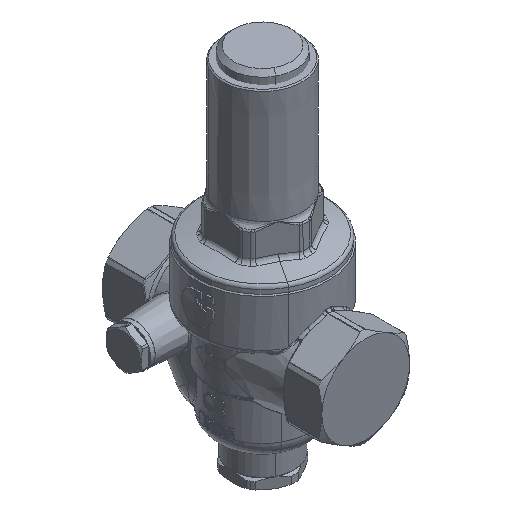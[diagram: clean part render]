
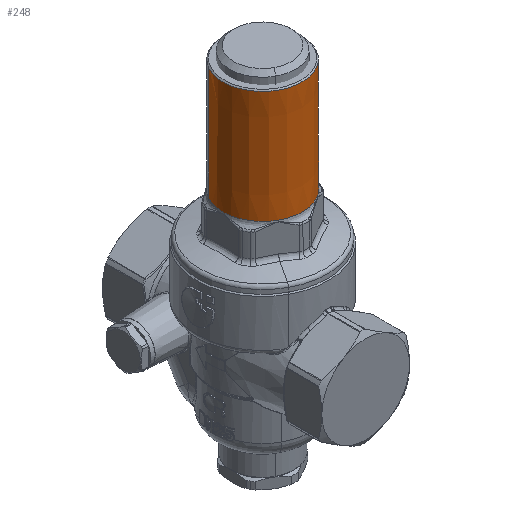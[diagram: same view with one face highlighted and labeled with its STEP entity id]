
A CAD part, isometric view. The second image highlights one B-rep face of the part: STEP entity #248.
In plain terms, the highlighted conical face has half-angle 0.104 degrees and reference radius 18.002 mm.
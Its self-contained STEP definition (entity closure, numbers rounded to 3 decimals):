
#70=CARTESIAN_POINT('Vertex',(15.8,-8.632,-74.064)) ;
#73=CARTESIAN_POINT('Axis2P3D Location',(0.,0.,-74.064)) ;
#77=CARTESIAN_POINT('Vertex',(-15.8,8.632,-74.064)) ;
#206=CARTESIAN_POINT('Line Origine',(16.593,-9.065,-573.038)) ;
#210=CARTESIAN_POINT('Vertex',(15.881,-8.676,-125.332)) ;
#213=CARTESIAN_POINT('Line Origine',(-16.593,9.065,-573.038)) ;
#217=CARTESIAN_POINT('Vertex',(-15.881,8.676,-125.332)) ;
#232=CARTESIAN_POINT('Axis2P3D Location',(0.,0.,-73.039)) ;
#237=CARTESIAN_POINT('Axis2P3D Location',(0.,0.,-125.332)) ;
#74=DIRECTION('Axis2P3D Direction',(0.,0.,-1.)) ;
#207=DIRECTION('Vector Direction',(0.002,-0.001,-1.)) ;
#214=DIRECTION('Vector Direction',(-0.002,0.001,-1.)) ;
#233=DIRECTION('Axis2P3D Direction',(0.,0.,-1.)) ;
#234=DIRECTION('Axis2P3D XDirection',(0.479,0.878,0.)) ;
#238=DIRECTION('Axis2P3D Direction',(0.,0.,-1.)) ;
#75=AXIS2_PLACEMENT_3D('Circle Axis2P3D',#73,#74,$) ;
#235=AXIS2_PLACEMENT_3D('Cone Axis2P3D',#232,#233,#234) ;
#239=AXIS2_PLACEMENT_3D('Circle Axis2P3D',#237,#238,$) ;
#243=ORIENTED_EDGE('',*,*,#219,.F.) ;
#244=ORIENTED_EDGE('',*,*,#79,.T.) ;
#245=ORIENTED_EDGE('',*,*,#212,.F.) ;
#246=ORIENTED_EDGE('',*,*,#241,.F.) ;
#208=VECTOR('Line Direction',#207,1.) ;
#215=VECTOR('Line Direction',#214,1.) ;
#248=ADVANCED_FACE('Sheet.1',(#247),#236,.F.) ;
#76=CIRCLE('generated circle',#75,18.004) ;
#240=CIRCLE('generated circle',#239,18.097) ;
#236=CONICAL_SURFACE('Cone',#235,18.002,0.002) ;
#79=EDGE_CURVE('',#78,#71,#76,.F.) ;
#212=EDGE_CURVE('',#211,#71,#209,.F.) ;
#219=EDGE_CURVE('',#78,#218,#216,.T.) ;
#241=EDGE_CURVE('',#218,#211,#240,.F.) ;
#242=EDGE_LOOP('',(#243,#244,#245,#246)) ;
#247=FACE_OUTER_BOUND('',#242,.T.) ;
#209=LINE('Line',#206,#208) ;
#216=LINE('Line',#213,#215) ;
#71=VERTEX_POINT('',#70) ;
#78=VERTEX_POINT('',#77) ;
#211=VERTEX_POINT('',#210) ;
#218=VERTEX_POINT('',#217) ;
